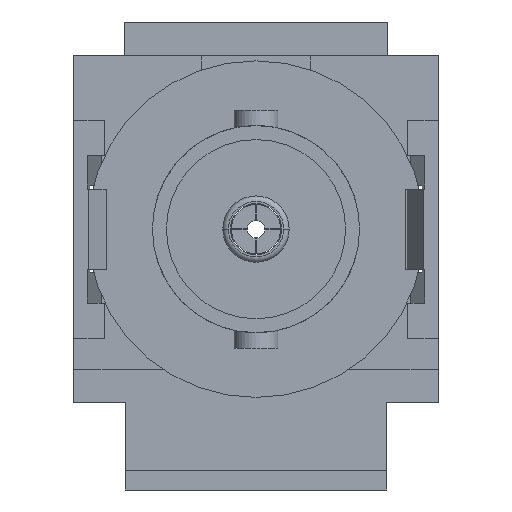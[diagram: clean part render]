
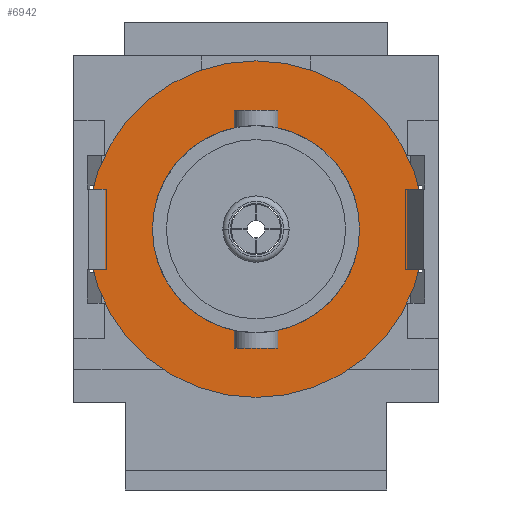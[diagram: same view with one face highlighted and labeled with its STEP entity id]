
A CAD part, front view. The second image highlights one B-rep face of the part: STEP entity #6942.
In plain terms, the highlighted face is planar.
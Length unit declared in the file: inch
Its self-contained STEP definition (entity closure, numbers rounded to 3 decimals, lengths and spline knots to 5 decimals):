
#77 = DIRECTION ( 'NONE',  ( 0., 0., 1. ) ) ;
#250 = AXIS2_PLACEMENT_3D ( 'NONE', #8495, #9996, #5227 ) ;
#457 = ORIENTED_EDGE ( 'NONE', *, *, #856, .F. ) ;
#489 = ORIENTED_EDGE ( 'NONE', *, *, #8984, .T. ) ;
#752 = CARTESIAN_POINT ( 'NONE',  ( 0.30709, 0., -0.2126 ) ) ;
#854 = CARTESIAN_POINT ( 'NONE',  ( -0.30709, 0., -0.2126 ) ) ;
#856 = EDGE_CURVE ( 'NONE', #8286, #879, #7580, .T. ) ;
#879 = VERTEX_POINT ( 'NONE', #854 ) ;
#1431 = DIRECTION ( 'NONE',  ( 1., 0., 0. ) ) ;
#1579 = DIRECTION ( 'NONE',  ( 0., 0., -1. ) ) ;
#1607 = VERTEX_POINT ( 'NONE', #1769 ) ;
#1769 = CARTESIAN_POINT ( 'NONE',  ( -0.18898, 0., -0.2126 ) ) ;
#2513 = DIRECTION ( 'NONE',  ( 0., 0., 1. ) ) ;
#3198 = DIRECTION ( 'NONE',  ( -1., 0., 0. ) ) ;
#3730 = CARTESIAN_POINT ( 'NONE',  ( 0.30709, 0., -0.2126 ) ) ;
#4019 = ORIENTED_EDGE ( 'NONE', *, *, #10244, .F. ) ;
#4195 = AXIS2_PLACEMENT_3D ( 'NONE', #4821, #77, #5611 ) ;
#4196 = VERTEX_POINT ( 'NONE', #6261 ) ;
#4663 = EDGE_LOOP ( 'NONE', ( #457, #4019 ) ) ;
#4821 = CARTESIAN_POINT ( 'NONE',  ( 0., 0., -0.2126 ) ) ;
#5227 = DIRECTION ( 'NONE',  ( 1., 0., 0. ) ) ;
#5611 = DIRECTION ( 'NONE',  ( 1., 0., 0. ) ) ;
#6261 = CARTESIAN_POINT ( 'NONE',  ( 0.18898, 0., -0.2126 ) ) ;
#6345 = CIRCLE ( 'NONE', #10050, 0.18898 ) ;
#6508 = ORIENTED_EDGE ( 'NONE', *, *, #9091, .T. ) ;
#6694 = FACE_BOUND ( 'NONE', #9630, .T. ) ;
#6942 = ADVANCED_FACE ( 'NONE', ( #6694, #7818 ), #7254, .T. ) ;
#7254 = PLANE ( 'NONE',  #8037 ) ;
#7319 = CARTESIAN_POINT ( 'NONE',  ( 0., 0., -0.2126 ) ) ;
#7530 = AXIS2_PLACEMENT_3D ( 'NONE', #7319, #2513, #8113 ) ;
#7580 = CIRCLE ( 'NONE', #7530, 0.30709 ) ;
#7818 = FACE_OUTER_BOUND ( 'NONE', #4663, .T. ) ;
#7886 = CARTESIAN_POINT ( 'NONE',  ( 0., 0., -0.2126 ) ) ;
#8037 = AXIS2_PLACEMENT_3D ( 'NONE', #752, #1579, #3198 ) ;
#8113 = DIRECTION ( 'NONE',  ( 1., 0., 0. ) ) ;
#8286 = VERTEX_POINT ( 'NONE', #3730 ) ;
#8495 = CARTESIAN_POINT ( 'NONE',  ( 0., 0., -0.2126 ) ) ;
#8640 = DIRECTION ( 'NONE',  ( 0., 0., 1. ) ) ;
#8950 = CIRCLE ( 'NONE', #250, 0.18898 ) ;
#8984 = EDGE_CURVE ( 'NONE', #4196, #1607, #8950, .T. ) ;
#9091 = EDGE_CURVE ( 'NONE', #1607, #4196, #6345, .T. ) ;
#9462 = CIRCLE ( 'NONE', #4195, 0.30709 ) ;
#9630 = EDGE_LOOP ( 'NONE', ( #489, #6508 ) ) ;
#9996 = DIRECTION ( 'NONE',  ( 0., 0., 1. ) ) ;
#10050 = AXIS2_PLACEMENT_3D ( 'NONE', #7886, #8640, #1431 ) ;
#10244 = EDGE_CURVE ( 'NONE', #879, #8286, #9462, .T. ) ;
